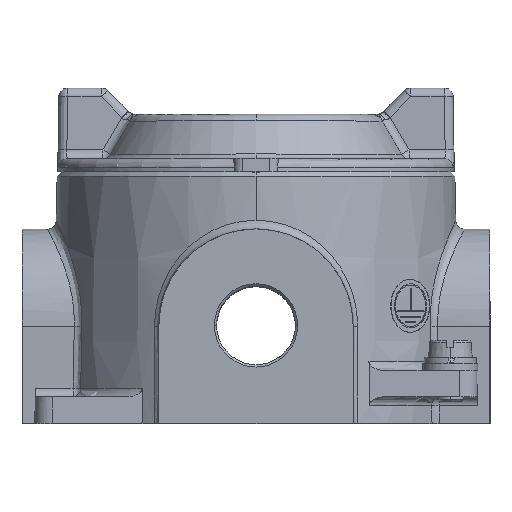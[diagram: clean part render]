
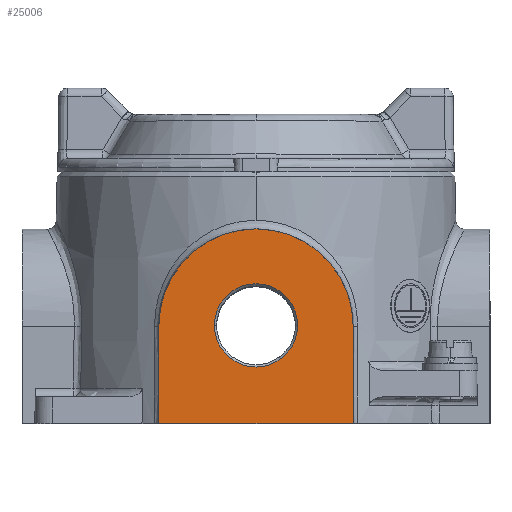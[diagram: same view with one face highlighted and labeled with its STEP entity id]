
A CAD part, top view. The second image highlights one B-rep face of the part: STEP entity #25006.
In plain terms, the highlighted planar face has unit normal (0, 0, 1).
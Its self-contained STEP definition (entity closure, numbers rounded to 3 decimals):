
#480 = CIRCLE ( 'NONE', #7021, 9.428 ) ;
#1330 = VERTEX_POINT ( 'NONE', #42882 ) ;
#1673 = PLANE ( 'NONE',  #11729 ) ;
#2089 = CARTESIAN_POINT ( 'NONE',  ( 0., 22.15, 53. ) ) ;
#2107 = CARTESIAN_POINT ( 'NONE',  ( 0., 22., 53. ) ) ;
#2661 = CIRCLE ( 'NONE', #14127, 9.428 ) ;
#4281 = DIRECTION ( 'NONE',  ( 0., -1., 0. ) ) ;
#4876 = CARTESIAN_POINT ( 'NONE',  ( 9.428, 22.15, 53. ) ) ;
#5420 = DIRECTION ( 'NONE',  ( 1., 0., 0. ) ) ;
#6361 = EDGE_CURVE ( 'NONE', #44120, #12312, #2661, .T. ) ;
#6493 = FACE_BOUND ( 'NONE', #20519, .T. ) ;
#7021 = AXIS2_PLACEMENT_3D ( 'NONE', #2089, #42849, #35703 ) ;
#8537 = DIRECTION ( 'NONE',  ( 0., 1., 0. ) ) ;
#8805 = ORIENTED_EDGE ( 'NONE', *, *, #34490, .F. ) ;
#9411 = CARTESIAN_POINT ( 'NONE',  ( 0., 22., 53. ) ) ;
#11541 = CARTESIAN_POINT ( 'NONE',  ( 22., 0., 53. ) ) ;
#11729 = AXIS2_PLACEMENT_3D ( 'NONE', #2107, #39620, #5420 ) ;
#12312 = VERTEX_POINT ( 'NONE', #22312 ) ;
#14127 = AXIS2_PLACEMENT_3D ( 'NONE', #28417, #38415, #41849 ) ;
#14206 = VECTOR ( 'NONE', #8537, 1000. ) ;
#18498 = LINE ( 'NONE', #32210, #30218 ) ;
#18883 = EDGE_LOOP ( 'NONE', ( #29664, #23943, #8805, #31190 ) ) ;
#20289 = AXIS2_PLACEMENT_3D ( 'NONE', #9411, #40284, #43697 ) ;
#20519 = EDGE_LOOP ( 'NONE', ( #36004, #34365 ) ) ;
#21484 = VERTEX_POINT ( 'NONE', #37296 ) ;
#22075 = FACE_OUTER_BOUND ( 'NONE', #18883, .T. ) ;
#22312 = CARTESIAN_POINT ( 'NONE',  ( -9.428, 22.15, 53. ) ) ;
#22682 = EDGE_CURVE ( 'NONE', #1330, #24665, #18498, .T. ) ;
#23943 = ORIENTED_EDGE ( 'NONE', *, *, #35124, .F. ) ;
#24483 = CARTESIAN_POINT ( 'NONE',  ( 22., 0., 53. ) ) ;
#24665 = VERTEX_POINT ( 'NONE', #24483 ) ;
#25006 = ADVANCED_FACE ( 'NONE', ( #6493, #22075 ), #1673, .T. ) ;
#28417 = CARTESIAN_POINT ( 'NONE',  ( 0., 22.15, 53. ) ) ;
#28555 = DIRECTION ( 'NONE',  ( -1., 0., 0. ) ) ;
#28634 = LINE ( 'NONE', #11541, #38787 ) ;
#29423 = VERTEX_POINT ( 'NONE', #43836 ) ;
#29664 = ORIENTED_EDGE ( 'NONE', *, *, #22682, .F. ) ;
#30218 = VECTOR ( 'NONE', #4281, 1000. ) ;
#31190 = ORIENTED_EDGE ( 'NONE', *, *, #34374, .F. ) ;
#31701 = EDGE_CURVE ( 'NONE', #12312, #44120, #480, .T. ) ;
#31766 = CIRCLE ( 'NONE', #20289, 22. ) ;
#32210 = CARTESIAN_POINT ( 'NONE',  ( 22., 0., 53. ) ) ;
#32285 = CARTESIAN_POINT ( 'NONE',  ( -22., 0., 53. ) ) ;
#34365 = ORIENTED_EDGE ( 'NONE', *, *, #31701, .T. ) ;
#34374 = EDGE_CURVE ( 'NONE', #24665, #21484, #28634, .T. ) ;
#34490 = EDGE_CURVE ( 'NONE', #21484, #29423, #42505, .T. ) ;
#35124 = EDGE_CURVE ( 'NONE', #29423, #1330, #31766, .T. ) ;
#35703 = DIRECTION ( 'NONE',  ( 1., 0., 0. ) ) ;
#36004 = ORIENTED_EDGE ( 'NONE', *, *, #6361, .T. ) ;
#37296 = CARTESIAN_POINT ( 'NONE',  ( -22., 0., 53. ) ) ;
#38415 = DIRECTION ( 'NONE',  ( 0., 0., -1. ) ) ;
#38787 = VECTOR ( 'NONE', #28555, 1000. ) ;
#39620 = DIRECTION ( 'NONE',  ( 0., 0., 1. ) ) ;
#40284 = DIRECTION ( 'NONE',  ( 0., 0., -1. ) ) ;
#41849 = DIRECTION ( 'NONE',  ( 1., 0., 0. ) ) ;
#42505 = LINE ( 'NONE', #32285, #14206 ) ;
#42849 = DIRECTION ( 'NONE',  ( 0., 0., -1. ) ) ;
#42882 = CARTESIAN_POINT ( 'NONE',  ( 22., 22., 53. ) ) ;
#43697 = DIRECTION ( 'NONE',  ( 1., 0., 0. ) ) ;
#43836 = CARTESIAN_POINT ( 'NONE',  ( -22., 22., 53. ) ) ;
#44120 = VERTEX_POINT ( 'NONE', #4876 ) ;
